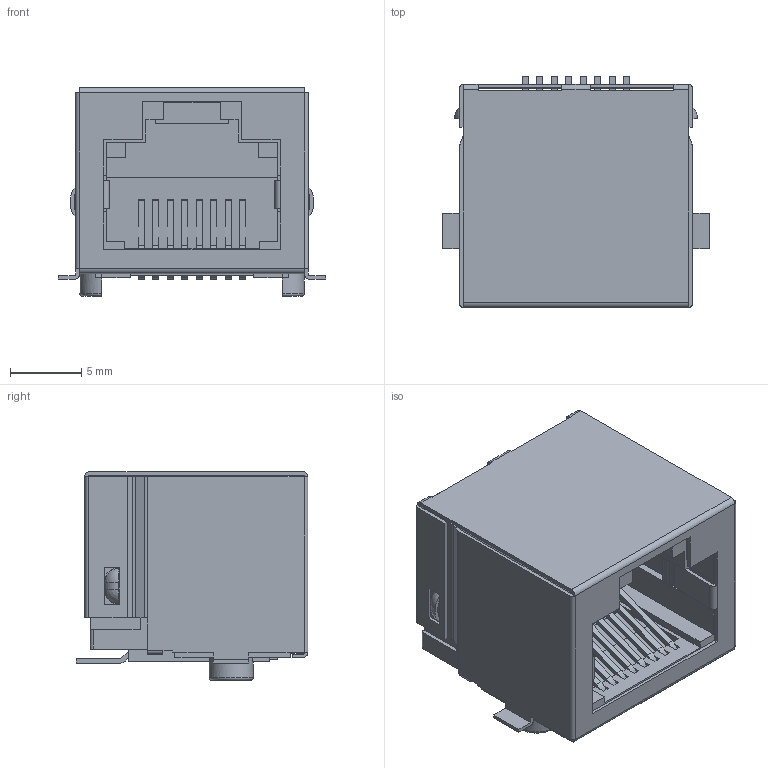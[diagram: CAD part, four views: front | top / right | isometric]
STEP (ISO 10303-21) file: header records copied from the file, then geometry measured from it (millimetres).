
FILE_DESCRIPTION(/* description */ ('Unknown'),/* implementation_level */ '2;1');
FILE_NAME(/* name */ '634008149821',/* time_stamp */ '2018-08-13T16:28:06+02:00',/* author */ ('Unknown'),/* organization */ ('Unknown'),/* preprocessor_version */ 'ST-DEVELOPER v16.7',/* originating_system */ 'DEX',/* authorisation */ $);
FILE_SCHEMA (('AUTOMOTIVE_DESIGN {1 0 10303 214 3 1 1}'));
Length unit declared in the file: millimetre
Products named in the file (5): 634008149821; 634008149821_Housing; 634008149821_Housing2; 634008149821_Pin; 634008149821_Shielding
Assembly tree (11 placements, depth 2):
  634008149821
    634008149821_Housing
    634008149821_Housing2
    634008149821_Pin  x8
    634008149821_Shielding
Bounding box: 18.8 x 16.3 x 14.7 mm (x, y, z)
Volume: 1523.5 mm3; surface area: 4861.8 mm2
Topology: 11 solids, 11 shells, 676 faces, 1974 edges, 1270 vertices
Faces by surface type: plane 542, cylinder 114, sphere 10, torus 10
Entity records: 18375 total; most frequent: ORIENTED_EDGE 3256, CARTESIAN_POINT 3236, DIRECTION 2942, EDGE_CURVE 1628, LINE 1438, VECTOR 1438, VERTEX_POINT 1046, AXIS2_PLACEMENT_3D 752
